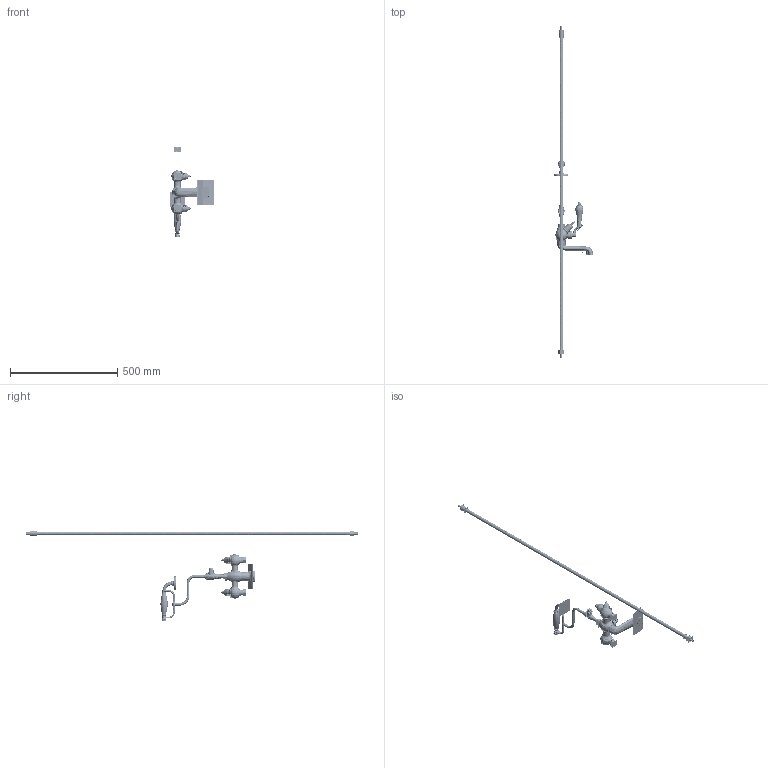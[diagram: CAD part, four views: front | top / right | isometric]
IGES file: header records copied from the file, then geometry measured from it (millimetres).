
Start section:  PTC IGES file: t9.igs
Global section: file name: t9.igs; native system: Creo Parametric by PTC Inc.; preprocessor: 2014500; author: Administrator; organization: Unknown; date: 20210702.140937; units: inch
Bounding box: 204.2 x 1545.75 x 422.65 mm (x, y, z)
Volume: 1596067.3 mm3; surface area: 6879309.3 mm2
Topology: 67 solids, 510 shells, 11658 faces, 78991 edges, 112894 vertices
Faces by surface type: bspline 6538, revolution 5118, extrusion 2
